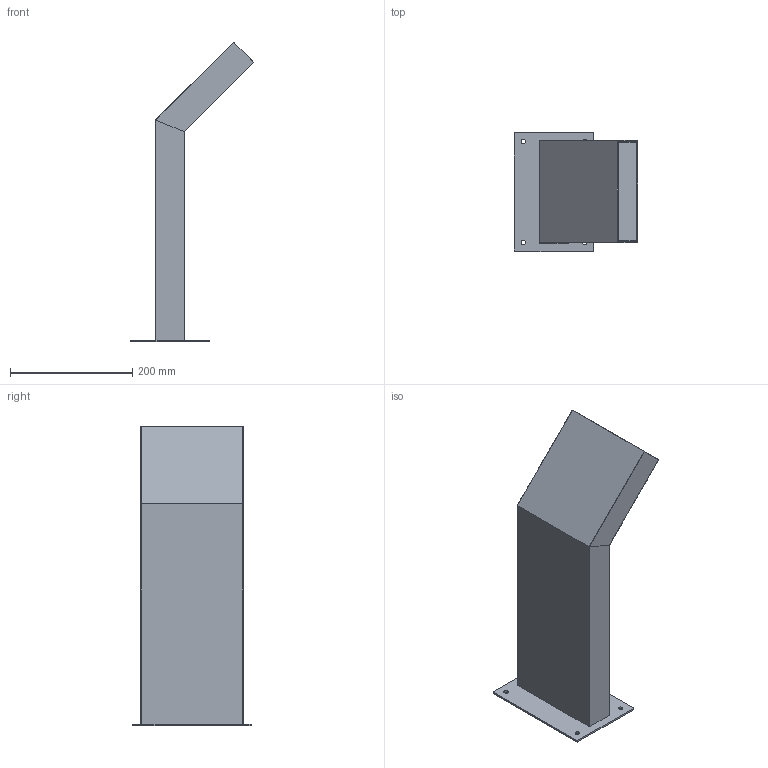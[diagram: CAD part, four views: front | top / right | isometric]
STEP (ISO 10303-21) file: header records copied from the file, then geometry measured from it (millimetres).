
FILE_DESCRIPTION(/* description */ (''),/* implementation_level */ '2;1');
FILE_NAME(/* name */ 'Chilone_Up_3D',/* time_stamp */ '2012-02-09T17:00:18+01:00',/* author */ (''),/* organization */ (''),/* preprocessor_version */ 'ST-DEVELOPER v10',/* originating_system */ '',/* authorisation */ '');
FILE_SCHEMA (('CONFIG_CONTROL_DESIGN'));
Length unit declared in the file: millimetre
Products named in the file (1): 1
Bounding box: 202.05 x 195 x 490.24 mm (x, y, z)
Volume: 75936.5 mm3; surface area: 356690.4 mm2
Topology: 1 solids, 4 shells, 62 faces, 160 edges, 100 vertices
Faces by surface type: bspline 40, plane 22
Entity records: 2012 total; most frequent: CARTESIAN_POINT 993, ORIENTED_EDGE 274, EDGE_CURVE 158, B_SPLINE_CURVE_WITH_KNOTS 110, VERTEX_POINT 100, EDGE_LOOP 72, ADVANCED_FACE 62, FACE_OUTER_BOUND 62
